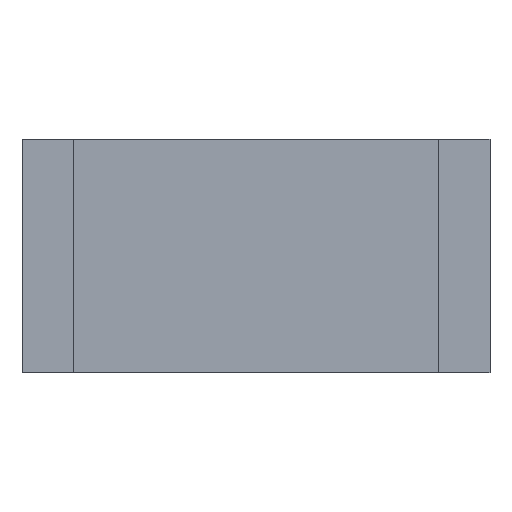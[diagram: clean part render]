
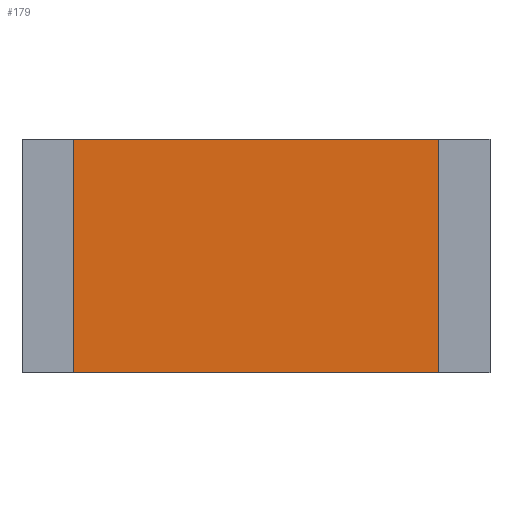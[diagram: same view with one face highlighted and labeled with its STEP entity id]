
A CAD part, front view. The second image highlights one B-rep face of the part: STEP entity #179.
In plain terms, the highlighted planar face has unit normal (0, -1, 0).
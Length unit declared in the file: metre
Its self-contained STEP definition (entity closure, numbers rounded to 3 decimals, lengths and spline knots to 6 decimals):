
#179 = ADVANCED_FACE( '', ( #402 ), #403, .T. );
#402 = FACE_OUTER_BOUND( '', #675, .T. );
#403 = PLANE( '', #676 );
#675 = EDGE_LOOP( '', ( #1246, #1247, #1248, #1249 ) );
#676 = AXIS2_PLACEMENT_3D( '', #1250, #1251, #1252 );
#1246 = ORIENTED_EDGE( '', *, *, #2051, .F. );
#1247 = ORIENTED_EDGE( '', *, *, #2052, .F. );
#1248 = ORIENTED_EDGE( '', *, *, #2014, .F. );
#1249 = ORIENTED_EDGE( '', *, *, #2053, .F. );
#1250 = CARTESIAN_POINT( '', ( 0., 0., -0.0032 ) );
#1251 = DIRECTION( '', ( 0., -1., 0. ) );
#1252 = DIRECTION( '', ( 0., 0., -1. ) );
#2014 = EDGE_CURVE( '', #2402, #2403, #2404, .T. );
#2051 = EDGE_CURVE( '', #2454, #2455, #2456, .T. );
#2052 = EDGE_CURVE( '', #2403, #2454, #2457, .T. );
#2053 = EDGE_CURVE( '', #2455, #2402, #2458, .T. );
#2402 = VERTEX_POINT( '', #3403 );
#2403 = VERTEX_POINT( '', #3404 );
#2404 = LINE( '', #3405, #3406 );
#2454 = VERTEX_POINT( '', #3499 );
#2455 = VERTEX_POINT( '', #3500 );
#2456 = LINE( '', #3501, #3502 );
#2457 = LINE( '', #3503, #3504 );
#2458 = LINE( '', #3505, #3506 );
#3403 = CARTESIAN_POINT( '', ( 0.00634, 0., 0. ) );
#3404 = CARTESIAN_POINT( '', ( 0.00634, 0., -0.0032 ) );
#3405 = CARTESIAN_POINT( '', ( 0.00634, 0., 0. ) );
#3406 = VECTOR( '', #3907, 1. );
#3499 = CARTESIAN_POINT( '', ( 0., 0., -0.0032 ) );
#3500 = CARTESIAN_POINT( '', ( 0., 0., 0. ) );
#3501 = CARTESIAN_POINT( '', ( 0., 0., 0. ) );
#3502 = VECTOR( '', #3933, 1. );
#3503 = CARTESIAN_POINT( '', ( 0., 0., -0.0032 ) );
#3504 = VECTOR( '', #3934, 1. );
#3505 = CARTESIAN_POINT( '', ( 0., 0., 0. ) );
#3506 = VECTOR( '', #3935, 1. );
#3907 = DIRECTION( '', ( 0., 0., -1. ) );
#3933 = DIRECTION( '', ( 0., 0., 1. ) );
#3934 = DIRECTION( '', ( -1., 0., 0. ) );
#3935 = DIRECTION( '', ( 1., 0., 0. ) );
